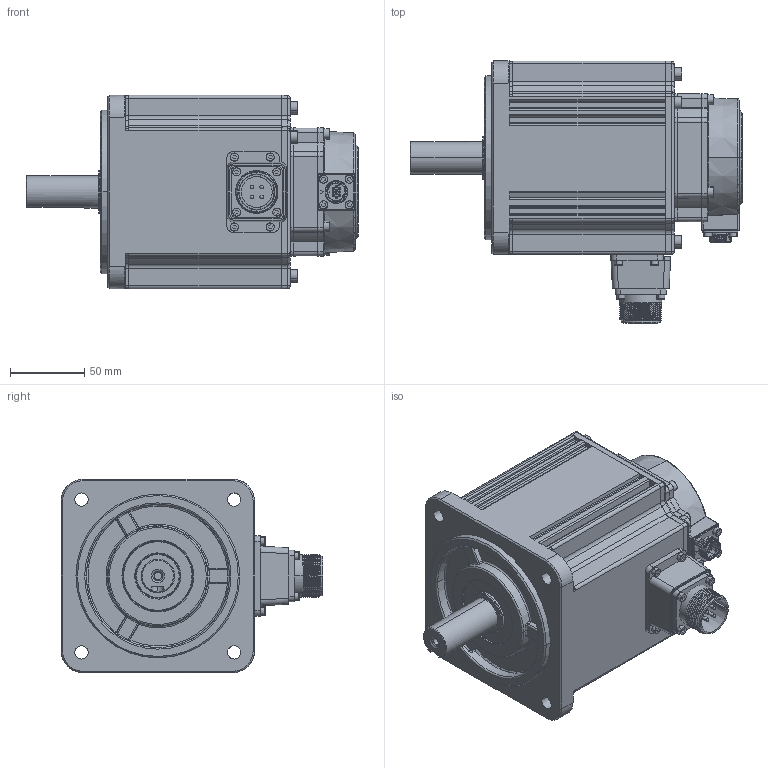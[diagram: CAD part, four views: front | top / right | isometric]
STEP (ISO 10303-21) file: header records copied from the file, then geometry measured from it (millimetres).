
FILE_DESCRIPTION (( 'STEP AP203' ), '1' );
FILE_NAME ('MS6G-130TL15B2-41P5.STEP', '2022-12-13T02:40:08', ( '' ), ( '' ), 'SwSTEP 2.0', 'SolidWorks 2016', '' );
FILE_SCHEMA (( 'CONFIG_CONTROL_DESIGN' ));
Products named in the file (1): MS6G-130TL15B2-41P5
Bounding box: 223 x 175.9 x 130 mm (x, y, z)
Surface area: 147189.5 mm2 (no closed solid volume)
Topology: 0 solids, 44 shells, 964 faces, 2963 edges, 2005 vertices
Faces by surface type: plane 369, cylinder 347, torus 92, bspline 92, cone 64
Entity records: 48179 total; most frequent: CARTESIAN_POINT 22816, ORIENTED_EDGE 5160, DIRECTION 5042, EDGE_CURVE 2946, VERTEX_POINT 2005, AXIS2_PLACEMENT_3D 1843, VECTOR 1356, LINE 1356
